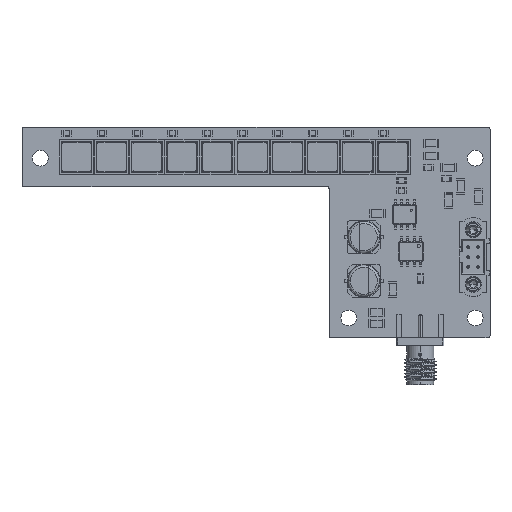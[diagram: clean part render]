
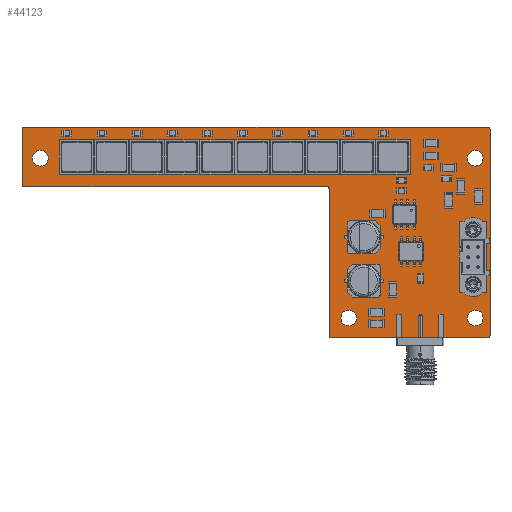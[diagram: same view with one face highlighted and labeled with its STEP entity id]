
A CAD part, top view. The second image highlights one B-rep face of the part: STEP entity #44123.
In plain terms, the highlighted planar face has unit normal (0, 0, 1).
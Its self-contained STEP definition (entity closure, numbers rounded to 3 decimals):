
#43830 = VERTEX_POINT('',#43831);
#43831 = CARTESIAN_POINT('',(123.1,-33.,1.6));
#43837 = EDGE_CURVE('',#43830,#43838,#43840,.T.);
#43838 = VERTEX_POINT('',#43839);
#43839 = CARTESIAN_POINT('',(123.5,-33.4,1.6));
#43840 = CIRCLE('',#43841,0.4);
#43841 = AXIS2_PLACEMENT_3D('',#43842,#43843,#43844);
#43842 = CARTESIAN_POINT('',(123.1,-33.4,1.6));
#43843 = DIRECTION('',(0.,0.,-1.));
#43844 = DIRECTION('',(0.,1.,0.));
#43872 = VERTEX_POINT('',#43873);
#43873 = CARTESIAN_POINT('',(29.4,-33.,1.6));
#43879 = EDGE_CURVE('',#43872,#43830,#43880,.T.);
#43880 = LINE('',#43881,#43882);
#43881 = CARTESIAN_POINT('',(29.4,-33.,1.6));
#43882 = VECTOR('',#43883,1.);
#43883 = DIRECTION('',(1.,0.,0.));
#43901 = EDGE_CURVE('',#43838,#43902,#43904,.T.);
#43902 = VERTEX_POINT('',#43903);
#43903 = CARTESIAN_POINT('',(123.5,-75.1,1.6));
#43904 = LINE('',#43905,#43906);
#43905 = CARTESIAN_POINT('',(123.5,-33.4,1.6));
#43906 = VECTOR('',#43907,1.);
#43907 = DIRECTION('',(0.,-1.,0.));
#44123 = ADVANCED_FACE('',(#44124,#44204,#44215,#44226,#44237,#44248,
    #44259,#44270,#44281,#44292,#44303),#44314,.T.);
#44124 = FACE_BOUND('',#44125,.T.);
#44125 = EDGE_LOOP('',(#44126,#44127,#44128,#44137,#44145,#44154,#44162,
    #44171,#44179,#44188,#44196,#44203));
#44126 = ORIENTED_EDGE('',*,*,#43837,.F.);
#44127 = ORIENTED_EDGE('',*,*,#43879,.F.);
#44128 = ORIENTED_EDGE('',*,*,#44129,.F.);
#44129 = EDGE_CURVE('',#44130,#43872,#44132,.T.);
#44130 = VERTEX_POINT('',#44131);
#44131 = CARTESIAN_POINT('',(29.,-33.4,1.6));
#44132 = CIRCLE('',#44133,0.4);
#44133 = AXIS2_PLACEMENT_3D('',#44134,#44135,#44136);
#44134 = CARTESIAN_POINT('',(29.4,-33.4,1.6));
#44135 = DIRECTION('',(0.,0.,-1.));
#44136 = DIRECTION('',(-1.,0.,-0.));
#44137 = ORIENTED_EDGE('',*,*,#44138,.F.);
#44138 = EDGE_CURVE('',#44139,#44130,#44141,.T.);
#44139 = VERTEX_POINT('',#44140);
#44140 = CARTESIAN_POINT('',(29.,-44.6,1.6));
#44141 = LINE('',#44142,#44143);
#44142 = CARTESIAN_POINT('',(29.,-44.6,1.6));
#44143 = VECTOR('',#44144,1.);
#44144 = DIRECTION('',(0.,1.,0.));
#44145 = ORIENTED_EDGE('',*,*,#44146,.F.);
#44146 = EDGE_CURVE('',#44147,#44139,#44149,.T.);
#44147 = VERTEX_POINT('',#44148);
#44148 = CARTESIAN_POINT('',(29.4,-45.,1.6));
#44149 = CIRCLE('',#44150,0.4);
#44150 = AXIS2_PLACEMENT_3D('',#44151,#44152,#44153);
#44151 = CARTESIAN_POINT('',(29.4,-44.6,1.6));
#44152 = DIRECTION('',(0.,0.,-1.));
#44153 = DIRECTION('',(0.,-1.,0.));
#44154 = ORIENTED_EDGE('',*,*,#44155,.F.);
#44155 = EDGE_CURVE('',#44156,#44147,#44158,.T.);
#44156 = VERTEX_POINT('',#44157);
#44157 = CARTESIAN_POINT('',(90.6,-45.,1.6));
#44158 = LINE('',#44159,#44160);
#44159 = CARTESIAN_POINT('',(90.6,-45.,1.6));
#44160 = VECTOR('',#44161,1.);
#44161 = DIRECTION('',(-1.,0.,0.));
#44162 = ORIENTED_EDGE('',*,*,#44163,.F.);
#44163 = EDGE_CURVE('',#44164,#44156,#44166,.T.);
#44164 = VERTEX_POINT('',#44165);
#44165 = CARTESIAN_POINT('',(91.,-45.4,1.6));
#44166 = CIRCLE('',#44167,0.4);
#44167 = AXIS2_PLACEMENT_3D('',#44168,#44169,#44170);
#44168 = CARTESIAN_POINT('',(90.6,-45.4,1.6));
#44169 = DIRECTION('',(0.,0.,1.));
#44170 = DIRECTION('',(1.,0.,0.));
#44171 = ORIENTED_EDGE('',*,*,#44172,.F.);
#44172 = EDGE_CURVE('',#44173,#44164,#44175,.T.);
#44173 = VERTEX_POINT('',#44174);
#44174 = CARTESIAN_POINT('',(91.,-75.1,1.6));
#44175 = LINE('',#44176,#44177);
#44176 = CARTESIAN_POINT('',(91.,-75.1,1.6));
#44177 = VECTOR('',#44178,1.);
#44178 = DIRECTION('',(0.,1.,0.));
#44179 = ORIENTED_EDGE('',*,*,#44180,.F.);
#44180 = EDGE_CURVE('',#44181,#44173,#44183,.T.);
#44181 = VERTEX_POINT('',#44182);
#44182 = CARTESIAN_POINT('',(91.4,-75.5,1.6));
#44183 = CIRCLE('',#44184,0.4);
#44184 = AXIS2_PLACEMENT_3D('',#44185,#44186,#44187);
#44185 = CARTESIAN_POINT('',(91.4,-75.1,1.6));
#44186 = DIRECTION('',(0.,0.,-1.));
#44187 = DIRECTION('',(0.,-1.,0.));
#44188 = ORIENTED_EDGE('',*,*,#44189,.F.);
#44189 = EDGE_CURVE('',#44190,#44181,#44192,.T.);
#44190 = VERTEX_POINT('',#44191);
#44191 = CARTESIAN_POINT('',(123.1,-75.5,1.6));
#44192 = LINE('',#44193,#44194);
#44193 = CARTESIAN_POINT('',(123.1,-75.5,1.6));
#44194 = VECTOR('',#44195,1.);
#44195 = DIRECTION('',(-1.,0.,0.));
#44196 = ORIENTED_EDGE('',*,*,#44197,.F.);
#44197 = EDGE_CURVE('',#43902,#44190,#44198,.T.);
#44198 = CIRCLE('',#44199,0.4);
#44199 = AXIS2_PLACEMENT_3D('',#44200,#44201,#44202);
#44200 = CARTESIAN_POINT('',(123.1,-75.1,1.6));
#44201 = DIRECTION('',(0.,0.,-1.));
#44202 = DIRECTION('',(1.,0.,0.));
#44203 = ORIENTED_EDGE('',*,*,#43901,.F.);
#44204 = FACE_BOUND('',#44205,.T.);
#44205 = EDGE_LOOP('',(#44206));
#44206 = ORIENTED_EDGE('',*,*,#44207,.T.);
#44207 = EDGE_CURVE('',#44208,#44208,#44210,.T.);
#44208 = VERTEX_POINT('',#44209);
#44209 = CARTESIAN_POINT('',(95.,-73.1,1.6));
#44210 = CIRCLE('',#44211,1.6);
#44211 = AXIS2_PLACEMENT_3D('',#44212,#44213,#44214);
#44212 = CARTESIAN_POINT('',(95.,-71.5,1.6));
#44213 = DIRECTION('',(-0.,0.,-1.));
#44214 = DIRECTION('',(-0.,-1.,0.));
#44215 = FACE_BOUND('',#44216,.T.);
#44216 = EDGE_LOOP('',(#44217));
#44217 = ORIENTED_EDGE('',*,*,#44218,.T.);
#44218 = EDGE_CURVE('',#44219,#44219,#44221,.T.);
#44219 = VERTEX_POINT('',#44220);
#44220 = CARTESIAN_POINT('',(120.5,-73.1,1.6));
#44221 = CIRCLE('',#44222,1.6);
#44222 = AXIS2_PLACEMENT_3D('',#44223,#44224,#44225);
#44223 = CARTESIAN_POINT('',(120.5,-71.5,1.6));
#44224 = DIRECTION('',(-0.,0.,-1.));
#44225 = DIRECTION('',(-0.,-1.,0.));
#44226 = FACE_BOUND('',#44227,.T.);
#44227 = EDGE_LOOP('',(#44228));
#44228 = ORIENTED_EDGE('',*,*,#44229,.T.);
#44229 = EDGE_CURVE('',#44230,#44230,#44232,.T.);
#44230 = VERTEX_POINT('',#44231);
#44231 = CARTESIAN_POINT('',(119.1,-61.55,1.6));
#44232 = CIRCLE('',#44233,0.35);
#44233 = AXIS2_PLACEMENT_3D('',#44234,#44235,#44236);
#44234 = CARTESIAN_POINT('',(119.1,-61.2,1.6));
#44235 = DIRECTION('',(-0.,0.,-1.));
#44236 = DIRECTION('',(-0.,-1.,0.));
#44237 = FACE_BOUND('',#44238,.T.);
#44238 = EDGE_LOOP('',(#44239));
#44239 = ORIENTED_EDGE('',*,*,#44240,.T.);
#44240 = EDGE_CURVE('',#44241,#44241,#44243,.T.);
#44241 = VERTEX_POINT('',#44242);
#44242 = CARTESIAN_POINT('',(121.1,-61.55,1.6));
#44243 = CIRCLE('',#44244,0.35);
#44244 = AXIS2_PLACEMENT_3D('',#44245,#44246,#44247);
#44245 = CARTESIAN_POINT('',(121.1,-61.2,1.6));
#44246 = DIRECTION('',(-0.,0.,-1.));
#44247 = DIRECTION('',(-0.,-1.,0.));
#44248 = FACE_BOUND('',#44249,.T.);
#44249 = EDGE_LOOP('',(#44250));
#44250 = ORIENTED_EDGE('',*,*,#44251,.T.);
#44251 = EDGE_CURVE('',#44252,#44252,#44254,.T.);
#44252 = VERTEX_POINT('',#44253);
#44253 = CARTESIAN_POINT('',(119.1,-59.55,1.6));
#44254 = CIRCLE('',#44255,0.35);
#44255 = AXIS2_PLACEMENT_3D('',#44256,#44257,#44258);
#44256 = CARTESIAN_POINT('',(119.1,-59.2,1.6));
#44257 = DIRECTION('',(-0.,0.,-1.));
#44258 = DIRECTION('',(-0.,-1.,0.));
#44259 = FACE_BOUND('',#44260,.T.);
#44260 = EDGE_LOOP('',(#44261));
#44261 = ORIENTED_EDGE('',*,*,#44262,.T.);
#44262 = EDGE_CURVE('',#44263,#44263,#44265,.T.);
#44263 = VERTEX_POINT('',#44264);
#44264 = CARTESIAN_POINT('',(121.1,-59.55,1.6));
#44265 = CIRCLE('',#44266,0.35);
#44266 = AXIS2_PLACEMENT_3D('',#44267,#44268,#44269);
#44267 = CARTESIAN_POINT('',(121.1,-59.2,1.6));
#44268 = DIRECTION('',(-0.,0.,-1.));
#44269 = DIRECTION('',(-0.,-1.,0.));
#44270 = FACE_BOUND('',#44271,.T.);
#44271 = EDGE_LOOP('',(#44272));
#44272 = ORIENTED_EDGE('',*,*,#44273,.T.);
#44273 = EDGE_CURVE('',#44274,#44274,#44276,.T.);
#44274 = VERTEX_POINT('',#44275);
#44275 = CARTESIAN_POINT('',(119.1,-57.55,1.6));
#44276 = CIRCLE('',#44277,0.35);
#44277 = AXIS2_PLACEMENT_3D('',#44278,#44279,#44280);
#44278 = CARTESIAN_POINT('',(119.1,-57.2,1.6));
#44279 = DIRECTION('',(-0.,0.,-1.));
#44280 = DIRECTION('',(-0.,-1.,0.));
#44281 = FACE_BOUND('',#44282,.T.);
#44282 = EDGE_LOOP('',(#44283));
#44283 = ORIENTED_EDGE('',*,*,#44284,.T.);
#44284 = EDGE_CURVE('',#44285,#44285,#44287,.T.);
#44285 = VERTEX_POINT('',#44286);
#44286 = CARTESIAN_POINT('',(121.1,-57.55,1.6));
#44287 = CIRCLE('',#44288,0.35);
#44288 = AXIS2_PLACEMENT_3D('',#44289,#44290,#44291);
#44289 = CARTESIAN_POINT('',(121.1,-57.2,1.6));
#44290 = DIRECTION('',(-0.,0.,-1.));
#44291 = DIRECTION('',(-0.,-1.,0.));
#44292 = FACE_BOUND('',#44293,.T.);
#44293 = EDGE_LOOP('',(#44294));
#44294 = ORIENTED_EDGE('',*,*,#44295,.T.);
#44295 = EDGE_CURVE('',#44296,#44296,#44298,.T.);
#44296 = VERTEX_POINT('',#44297);
#44297 = CARTESIAN_POINT('',(32.7,-40.838,1.6));
#44298 = CIRCLE('',#44299,1.6);
#44299 = AXIS2_PLACEMENT_3D('',#44300,#44301,#44302);
#44300 = CARTESIAN_POINT('',(32.7,-39.238,1.6));
#44301 = DIRECTION('',(-0.,0.,-1.));
#44302 = DIRECTION('',(-0.,-1.,0.));
#44303 = FACE_BOUND('',#44304,.T.);
#44304 = EDGE_LOOP('',(#44305));
#44305 = ORIENTED_EDGE('',*,*,#44306,.T.);
#44306 = EDGE_CURVE('',#44307,#44307,#44309,.T.);
#44307 = VERTEX_POINT('',#44308);
#44308 = CARTESIAN_POINT('',(120.5,-40.838,1.6));
#44309 = CIRCLE('',#44310,1.6);
#44310 = AXIS2_PLACEMENT_3D('',#44311,#44312,#44313);
#44311 = CARTESIAN_POINT('',(120.5,-39.238,1.6));
#44312 = DIRECTION('',(-0.,0.,-1.));
#44313 = DIRECTION('',(-0.,-1.,0.));
#44314 = PLANE('',#44315);
#44315 = AXIS2_PLACEMENT_3D('',#44316,#44317,#44318);
#44316 = CARTESIAN_POINT('',(0.,0.,1.6));
#44317 = DIRECTION('',(0.,0.,1.));
#44318 = DIRECTION('',(1.,0.,-0.));
